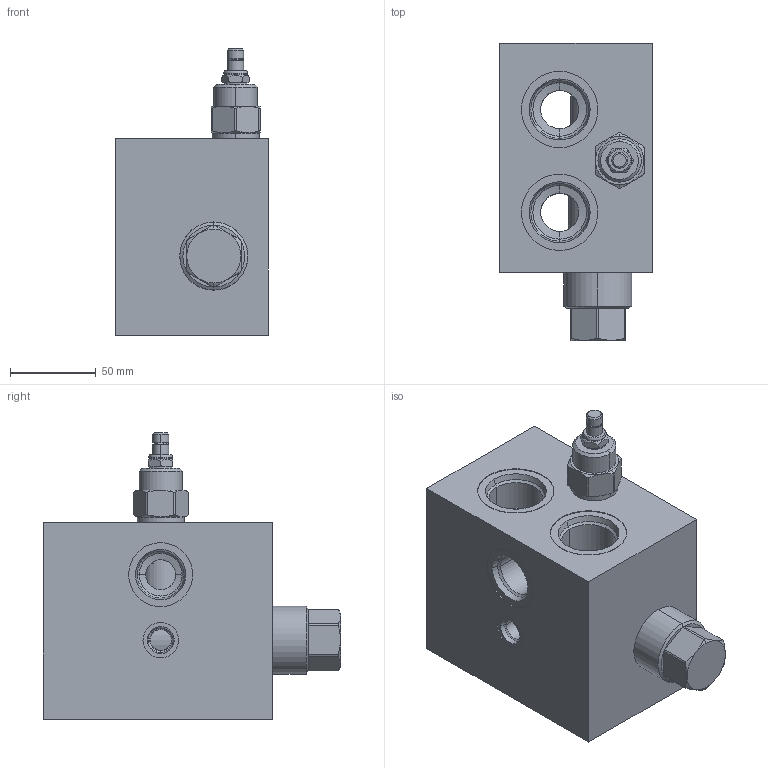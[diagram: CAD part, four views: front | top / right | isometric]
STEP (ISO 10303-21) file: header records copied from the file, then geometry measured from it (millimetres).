
FILE_DESCRIPTION((''),'2;1');
FILE_NAME('MANIFOLD_STP1_ASM','2013-06-17T',('Administrator'),(''),'PRO/ENGINEER BY PARAMETRIC TECHNOLOGY CORPORATION, 2006240','PRO/ENGINEER BY PARAMETRIC TECHNOLOGY CORPORATION, 2006240','');
FILE_SCHEMA(('CONFIG_CONTROL_DESIGN'));
Length unit declared in the file: inch
Products named in the file (3): 1526810010_PRT; ASMNAME_CART_PRT; MANIFOLD_STP1_ASM
Assembly tree (2 placements, depth 2):
  MANIFOLD_STP1_ASM
    1526810010_PRT
    ASMNAME_CART_PRT
Bounding box: 88.9 x 173.05 x 166.7 mm (x, y, z)
Surface area: 159537.1 mm2 (no closed solid volume)
Topology: 0 solids, 20 shells, 491 faces, 1110 edges, 677 vertices
Faces by surface type: cylinder 201, cone 110, plane 97, torus 83
Entity records: 14901 total; most frequent: CARTESIAN_POINT 3388, DIRECTION 2722, ORIENTED_EDGE 2164, AXIS2_PLACEMENT_3D 1186, EDGE_CURVE 1100, CIRCLE 690, VERTEX_POINT 677, EDGE_LOOP 564
